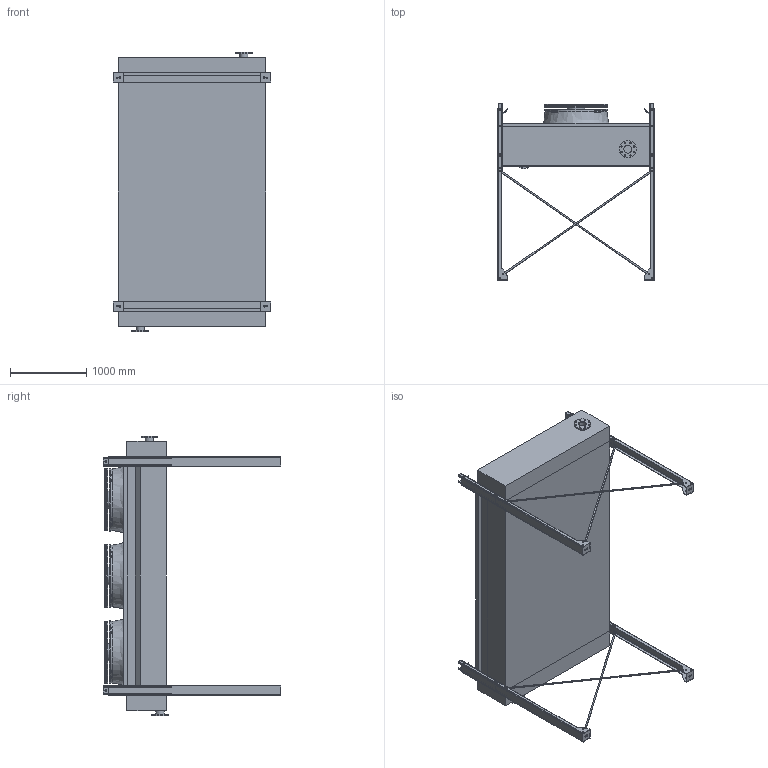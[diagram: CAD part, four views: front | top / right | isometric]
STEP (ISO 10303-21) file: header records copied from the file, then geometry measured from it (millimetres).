
FILE_DESCRIPTION (( 'STEP AP203' ), '1' );
FILE_NAME ('BOL__03C_HV_OS.STEP', '2017-03-24T10:01:59', ( 'Alfa Laval' ), ( 'Alfa Laval' ), 'SwSTEP 2.0', 'SolidWorks 2016', '' );
FILE_SCHEMA (( 'CONFIG_CONTROL_DESIGN' ));
Length unit declared in the file: millimetre
Products named in the file (5): BOL__03C_HV_OS; BO_HV_LIGHT_BOCF_48T_C_3M_OS; BOFE_HV_LIGHT_BOL3C; BO_KIT FEET_LIGHT_BOL3C; BOFA_LIGHT_�800
Assembly tree (6 placements, depth 2):
  BOL__03C_HV_OS
    BO_HV_LIGHT_BOCF_48T_C_3M_OS
    BOFE_HV_LIGHT_BOL3C
    BO_KIT FEET_LIGHT_BOL3C
    BOFA_LIGHT_�800  x3
Bounding box: 2060 x 2323 x 3670 mm (x, y, z)
Volume: 4034342109 mm3; surface area: 36209033.1 mm2
Topology: 66 solids, 69 shells, 1040 faces, 2678 edges, 1794 vertices
Faces by surface type: plane 478, cylinder 382, torus 159, cone 18, bspline 3
Full cylindrical faces by diameter (mm): 14 x44, 15 x24, 18 x24, 20 x12, 28 x12, 103 x2, 108 x2, 220 x2, 228 x3, 236 x3, 262.56 x3, 276 x3, 308 x3, 328 x3, 405 x3, 425 x3, 502 x3, 522 x3, 599 x3, 619 x3, 696 x3, 716 x3, 793 x3, 812 x3
Entity records: 23946 total; most frequent: CARTESIAN_POINT 6175, DIRECTION 3631, ORIENTED_EDGE 3252, EDGE_CURVE 1626, AXIS2_PLACEMENT_3D 1375, VERTEX_POINT 1166, EDGE_LOOP 1116, VECTOR 881
